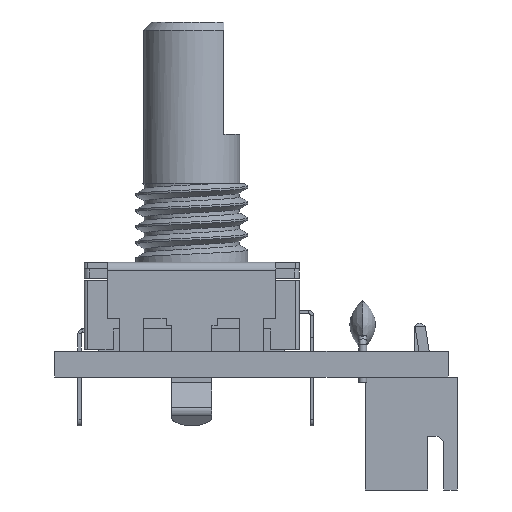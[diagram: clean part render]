
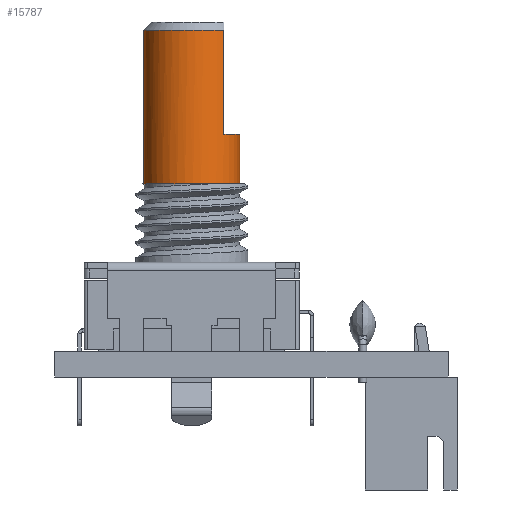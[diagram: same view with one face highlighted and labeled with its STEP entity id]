
A CAD part, front view. The second image highlights one B-rep face of the part: STEP entity #15787.
In plain terms, the highlighted cylindrical face has radius 3 mm (diameter 6 mm), a partial arc.
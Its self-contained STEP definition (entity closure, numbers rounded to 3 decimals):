
#15787 = ADVANCED_FACE('',(#15788),#15803,.T.);
#15788 = FACE_BOUND('',#15789,.T.);
#15789 = EDGE_LOOP('',(#15790,#15826,#15854,#15883,#15912,#15936,#15959,
    #15988));
#15790 = ORIENTED_EDGE('',*,*,#15791,.T.);
#15791 = EDGE_CURVE('',#15792,#15794,#15796,.T.);
#15792 = VERTEX_POINT('',#15793);
#15793 = CARTESIAN_POINT('',(2.236,14.5,-2.));
#15794 = VERTEX_POINT('',#15795);
#15795 = CARTESIAN_POINT('',(0.,14.5,3.));
#15796 = SURFACE_CURVE('',#15797,(#15802,#15814),.PCURVE_S1.);
#15797 = CIRCLE('',#15798,3.);
#15798 = AXIS2_PLACEMENT_3D('',#15799,#15800,#15801);
#15799 = CARTESIAN_POINT('',(0.,14.5,0.));
#15800 = DIRECTION('',(0.,-1.,0.));
#15801 = DIRECTION('',(0.,0.,1.));
#15802 = PCURVE('',#15803,#15808);
#15803 = CYLINDRICAL_SURFACE('',#15804,3.);
#15804 = AXIS2_PLACEMENT_3D('',#15805,#15806,#15807);
#15805 = CARTESIAN_POINT('',(0.,38.485,0.));
#15806 = DIRECTION('',(-0.,-1.,-0.));
#15807 = DIRECTION('',(0.,0.,-1.));
#15808 = DEFINITIONAL_REPRESENTATION('',(#15809),#15813);
#15809 = LINE('',#15810,#15811);
#15810 = CARTESIAN_POINT('',(-3.142,23.985));
#15811 = VECTOR('',#15812,1.);
#15812 = DIRECTION('',(1.,0.));
#15813 = ( GEOMETRIC_REPRESENTATION_CONTEXT(2) 
PARAMETRIC_REPRESENTATION_CONTEXT() REPRESENTATION_CONTEXT('2D SPACE',''
  ) );
#15814 = PCURVE('',#15815,#15820);
#15815 = CONICAL_SURFACE('',#15816,2.5,0.785);
#15816 = AXIS2_PLACEMENT_3D('',#15817,#15818,#15819);
#15817 = CARTESIAN_POINT('',(0.,15.,0.));
#15818 = DIRECTION('',(0.,-1.,0.));
#15819 = DIRECTION('',(0.,0.,-1.));
#15820 = DEFINITIONAL_REPRESENTATION('',(#15821),#15825);
#15821 = LINE('',#15822,#15823);
#15822 = CARTESIAN_POINT('',(-3.142,0.5));
#15823 = VECTOR('',#15824,1.);
#15824 = DIRECTION('',(1.,0.));
#15825 = ( GEOMETRIC_REPRESENTATION_CONTEXT(2) 
PARAMETRIC_REPRESENTATION_CONTEXT() REPRESENTATION_CONTEXT('2D SPACE',''
  ) );
#15826 = ORIENTED_EDGE('',*,*,#15827,.T.);
#15827 = EDGE_CURVE('',#15794,#15828,#15830,.T.);
#15828 = VERTEX_POINT('',#15829);
#15829 = CARTESIAN_POINT('',(0.,4.9,3.));
#15830 = SURFACE_CURVE('',#15831,(#15835,#15842),.PCURVE_S1.);
#15831 = LINE('',#15832,#15833);
#15832 = CARTESIAN_POINT('',(0.,38.485,3.));
#15833 = VECTOR('',#15834,1.);
#15834 = DIRECTION('',(-0.,-1.,-0.));
#15835 = PCURVE('',#15803,#15836);
#15836 = DEFINITIONAL_REPRESENTATION('',(#15837),#15841);
#15837 = LINE('',#15838,#15839);
#15838 = CARTESIAN_POINT('',(3.142,0.));
#15839 = VECTOR('',#15840,1.);
#15840 = DIRECTION('',(0.,1.));
#15841 = ( GEOMETRIC_REPRESENTATION_CONTEXT(2) 
PARAMETRIC_REPRESENTATION_CONTEXT() REPRESENTATION_CONTEXT('2D SPACE',''
  ) );
#15842 = PCURVE('',#15843,#15848);
#15843 = CYLINDRICAL_SURFACE('',#15844,3.);
#15844 = AXIS2_PLACEMENT_3D('',#15845,#15846,#15847);
#15845 = CARTESIAN_POINT('',(0.,38.485,0.));
#15846 = DIRECTION('',(-0.,-1.,-0.));
#15847 = DIRECTION('',(0.,0.,-1.));
#15848 = DEFINITIONAL_REPRESENTATION('',(#15849),#15853);
#15849 = LINE('',#15850,#15851);
#15850 = CARTESIAN_POINT('',(3.142,0.));
#15851 = VECTOR('',#15852,1.);
#15852 = DIRECTION('',(0.,1.));
#15853 = ( GEOMETRIC_REPRESENTATION_CONTEXT(2) 
PARAMETRIC_REPRESENTATION_CONTEXT() REPRESENTATION_CONTEXT('2D SPACE',''
  ) );
#15854 = ORIENTED_EDGE('',*,*,#15855,.T.);
#15855 = EDGE_CURVE('',#15828,#15856,#15858,.T.);
#15856 = VERTEX_POINT('',#15857);
#15857 = CARTESIAN_POINT('',(0.731,4.9,2.909));
#15858 = SURFACE_CURVE('',#15859,(#15864,#15871),.PCURVE_S1.);
#15859 = CIRCLE('',#15860,3.);
#15860 = AXIS2_PLACEMENT_3D('',#15861,#15862,#15863);
#15861 = CARTESIAN_POINT('',(0.,4.9,0.));
#15862 = DIRECTION('',(0.,1.,0.));
#15863 = DIRECTION('',(0.,-0.,1.));
#15864 = PCURVE('',#15803,#15865);
#15865 = DEFINITIONAL_REPRESENTATION('',(#15866),#15870);
#15866 = LINE('',#15867,#15868);
#15867 = CARTESIAN_POINT('',(3.142,33.585));
#15868 = VECTOR('',#15869,1.);
#15869 = DIRECTION('',(-1.,0.));
#15870 = ( GEOMETRIC_REPRESENTATION_CONTEXT(2) 
PARAMETRIC_REPRESENTATION_CONTEXT() REPRESENTATION_CONTEXT('2D SPACE',''
  ) );
#15871 = PCURVE('',#15872,#15877);
#15872 = PLANE('',#15873);
#15873 = AXIS2_PLACEMENT_3D('',#15874,#15875,#15876);
#15874 = CARTESIAN_POINT('',(0.,4.9,0.));
#15875 = DIRECTION('',(0.,1.,0.));
#15876 = DIRECTION('',(0.,-0.,1.));
#15877 = DEFINITIONAL_REPRESENTATION('',(#15878),#15882);
#15878 = CIRCLE('',#15879,3.);
#15879 = AXIS2_PLACEMENT_2D('',#15880,#15881);
#15880 = CARTESIAN_POINT('',(0.,0.));
#15881 = DIRECTION('',(1.,0.));
#15882 = ( GEOMETRIC_REPRESENTATION_CONTEXT(2) 
PARAMETRIC_REPRESENTATION_CONTEXT() REPRESENTATION_CONTEXT('2D SPACE',''
  ) );
#15883 = ORIENTED_EDGE('',*,*,#15884,.T.);
#15884 = EDGE_CURVE('',#15856,#15885,#15887,.T.);
#15885 = VERTEX_POINT('',#15886);
#15886 = CARTESIAN_POINT('',(2.575,4.9,-1.54));
#15887 = SURFACE_CURVE('',#15888,(#15893,#15900),.PCURVE_S1.);
#15888 = CIRCLE('',#15889,3.);
#15889 = AXIS2_PLACEMENT_3D('',#15890,#15891,#15892);
#15890 = CARTESIAN_POINT('',(0.,4.9,0.));
#15891 = DIRECTION('',(0.,1.,0.));
#15892 = DIRECTION('',(0.,-0.,1.));
#15893 = PCURVE('',#15803,#15894);
#15894 = DEFINITIONAL_REPRESENTATION('',(#15895),#15899);
#15895 = LINE('',#15896,#15897);
#15896 = CARTESIAN_POINT('',(3.142,33.585));
#15897 = VECTOR('',#15898,1.);
#15898 = DIRECTION('',(-1.,0.));
#15899 = ( GEOMETRIC_REPRESENTATION_CONTEXT(2) 
PARAMETRIC_REPRESENTATION_CONTEXT() REPRESENTATION_CONTEXT('2D SPACE',''
  ) );
#15900 = PCURVE('',#15901,#15906);
#15901 = PLANE('',#15902);
#15902 = AXIS2_PLACEMENT_3D('',#15903,#15904,#15905);
#15903 = CARTESIAN_POINT('',(0.,4.9,0.));
#15904 = DIRECTION('',(0.,1.,0.));
#15905 = DIRECTION('',(0.,-0.,1.));
#15906 = DEFINITIONAL_REPRESENTATION('',(#15907),#15911);
#15907 = CIRCLE('',#15908,3.);
#15908 = AXIS2_PLACEMENT_2D('',#15909,#15910);
#15909 = CARTESIAN_POINT('',(0.,0.));
#15910 = DIRECTION('',(1.,0.));
#15911 = ( GEOMETRIC_REPRESENTATION_CONTEXT(2) 
PARAMETRIC_REPRESENTATION_CONTEXT() REPRESENTATION_CONTEXT('2D SPACE',''
  ) );
#15912 = ORIENTED_EDGE('',*,*,#15913,.T.);
#15913 = EDGE_CURVE('',#15885,#15914,#15916,.T.);
#15914 = VERTEX_POINT('',#15915);
#15915 = CARTESIAN_POINT('',(0.,4.9,-3.));
#15916 = SURFACE_CURVE('',#15917,(#15922,#15929),.PCURVE_S1.);
#15917 = CIRCLE('',#15918,3.);
#15918 = AXIS2_PLACEMENT_3D('',#15919,#15920,#15921);
#15919 = CARTESIAN_POINT('',(0.,4.9,0.));
#15920 = DIRECTION('',(0.,1.,0.));
#15921 = DIRECTION('',(0.,-0.,1.));
#15922 = PCURVE('',#15803,#15923);
#15923 = DEFINITIONAL_REPRESENTATION('',(#15924),#15928);
#15924 = LINE('',#15925,#15926);
#15925 = CARTESIAN_POINT('',(3.142,33.585));
#15926 = VECTOR('',#15927,1.);
#15927 = DIRECTION('',(-1.,0.));
#15928 = ( GEOMETRIC_REPRESENTATION_CONTEXT(2) 
PARAMETRIC_REPRESENTATION_CONTEXT() REPRESENTATION_CONTEXT('2D SPACE',''
  ) );
#15929 = PCURVE('',#15872,#15930);
#15930 = DEFINITIONAL_REPRESENTATION('',(#15931),#15935);
#15931 = CIRCLE('',#15932,3.);
#15932 = AXIS2_PLACEMENT_2D('',#15933,#15934);
#15933 = CARTESIAN_POINT('',(0.,0.));
#15934 = DIRECTION('',(1.,0.));
#15935 = ( GEOMETRIC_REPRESENTATION_CONTEXT(2) 
PARAMETRIC_REPRESENTATION_CONTEXT() REPRESENTATION_CONTEXT('2D SPACE',''
  ) );
#15936 = ORIENTED_EDGE('',*,*,#15937,.F.);
#15937 = EDGE_CURVE('',#15938,#15914,#15940,.T.);
#15938 = VERTEX_POINT('',#15939);
#15939 = CARTESIAN_POINT('',(0.,8.,-3.));
#15940 = SURFACE_CURVE('',#15941,(#15945,#15952),.PCURVE_S1.);
#15941 = LINE('',#15942,#15943);
#15942 = CARTESIAN_POINT('',(0.,38.485,-3.));
#15943 = VECTOR('',#15944,1.);
#15944 = DIRECTION('',(-0.,-1.,-0.));
#15945 = PCURVE('',#15803,#15946);
#15946 = DEFINITIONAL_REPRESENTATION('',(#15947),#15951);
#15947 = LINE('',#15948,#15949);
#15948 = CARTESIAN_POINT('',(0.,0.));
#15949 = VECTOR('',#15950,1.);
#15950 = DIRECTION('',(0.,1.));
#15951 = ( GEOMETRIC_REPRESENTATION_CONTEXT(2) 
PARAMETRIC_REPRESENTATION_CONTEXT() REPRESENTATION_CONTEXT('2D SPACE',''
  ) );
#15952 = PCURVE('',#15843,#15953);
#15953 = DEFINITIONAL_REPRESENTATION('',(#15954),#15958);
#15954 = LINE('',#15955,#15956);
#15955 = CARTESIAN_POINT('',(6.283,0.));
#15956 = VECTOR('',#15957,1.);
#15957 = DIRECTION('',(0.,1.));
#15958 = ( GEOMETRIC_REPRESENTATION_CONTEXT(2) 
PARAMETRIC_REPRESENTATION_CONTEXT() REPRESENTATION_CONTEXT('2D SPACE',''
  ) );
#15959 = ORIENTED_EDGE('',*,*,#15960,.T.);
#15960 = EDGE_CURVE('',#15938,#15961,#15963,.T.);
#15961 = VERTEX_POINT('',#15962);
#15962 = CARTESIAN_POINT('',(2.236,8.,-2.));
#15963 = SURFACE_CURVE('',#15964,(#15969,#15976),.PCURVE_S1.);
#15964 = CIRCLE('',#15965,3.);
#15965 = AXIS2_PLACEMENT_3D('',#15966,#15967,#15968);
#15966 = CARTESIAN_POINT('',(0.,8.,0.));
#15967 = DIRECTION('',(0.,-1.,0.));
#15968 = DIRECTION('',(0.,0.,-1.));
#15969 = PCURVE('',#15803,#15970);
#15970 = DEFINITIONAL_REPRESENTATION('',(#15971),#15975);
#15971 = LINE('',#15972,#15973);
#15972 = CARTESIAN_POINT('',(0.,30.485));
#15973 = VECTOR('',#15974,1.);
#15974 = DIRECTION('',(1.,0.));
#15975 = ( GEOMETRIC_REPRESENTATION_CONTEXT(2) 
PARAMETRIC_REPRESENTATION_CONTEXT() REPRESENTATION_CONTEXT('2D SPACE',''
  ) );
#15976 = PCURVE('',#15977,#15982);
#15977 = PLANE('',#15978);
#15978 = AXIS2_PLACEMENT_3D('',#15979,#15980,#15981);
#15979 = CARTESIAN_POINT('',(0.,8.,0.));
#15980 = DIRECTION('',(0.,-1.,0.));
#15981 = DIRECTION('',(0.,-0.,-1.));
#15982 = DEFINITIONAL_REPRESENTATION('',(#15983),#15987);
#15983 = CIRCLE('',#15984,3.);
#15984 = AXIS2_PLACEMENT_2D('',#15985,#15986);
#15985 = CARTESIAN_POINT('',(0.,0.));
#15986 = DIRECTION('',(1.,0.));
#15987 = ( GEOMETRIC_REPRESENTATION_CONTEXT(2) 
PARAMETRIC_REPRESENTATION_CONTEXT() REPRESENTATION_CONTEXT('2D SPACE',''
  ) );
#15988 = ORIENTED_EDGE('',*,*,#15989,.T.);
#15989 = EDGE_CURVE('',#15961,#15792,#15990,.T.);
#15990 = SURFACE_CURVE('',#15991,(#15995,#16002),.PCURVE_S1.);
#15991 = LINE('',#15992,#15993);
#15992 = CARTESIAN_POINT('',(2.236,38.485,-2.));
#15993 = VECTOR('',#15994,1.);
#15994 = DIRECTION('',(0.,1.,0.));
#15995 = PCURVE('',#15803,#15996);
#15996 = DEFINITIONAL_REPRESENTATION('',(#15997),#16001);
#15997 = LINE('',#15998,#15999);
#15998 = CARTESIAN_POINT('',(0.841,0.));
#15999 = VECTOR('',#16000,1.);
#16000 = DIRECTION('',(0.,-1.));
#16001 = ( GEOMETRIC_REPRESENTATION_CONTEXT(2) 
PARAMETRIC_REPRESENTATION_CONTEXT() REPRESENTATION_CONTEXT('2D SPACE',''
  ) );
#16002 = PCURVE('',#16003,#16008);
#16003 = PLANE('',#16004);
#16004 = AXIS2_PLACEMENT_3D('',#16005,#16006,#16007);
#16005 = CARTESIAN_POINT('',(-3.,8.,-2.));
#16006 = DIRECTION('',(0.,0.,1.));
#16007 = DIRECTION('',(1.,0.,0.));
#16008 = DEFINITIONAL_REPRESENTATION('',(#16009),#16013);
#16009 = LINE('',#16010,#16011);
#16010 = CARTESIAN_POINT('',(5.236,30.485));
#16011 = VECTOR('',#16012,1.);
#16012 = DIRECTION('',(0.,1.));
#16013 = ( GEOMETRIC_REPRESENTATION_CONTEXT(2) 
PARAMETRIC_REPRESENTATION_CONTEXT() REPRESENTATION_CONTEXT('2D SPACE',''
  ) );
